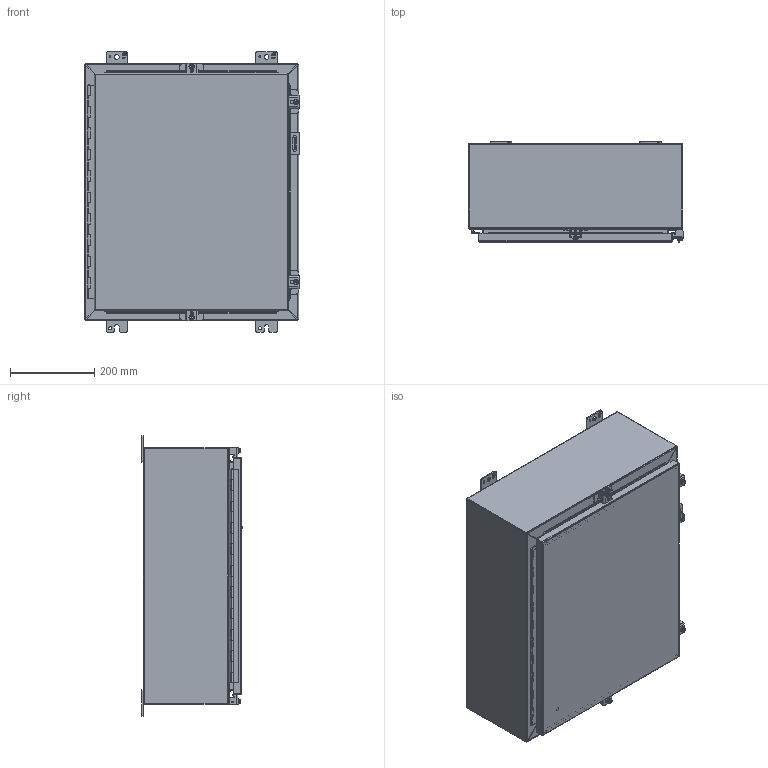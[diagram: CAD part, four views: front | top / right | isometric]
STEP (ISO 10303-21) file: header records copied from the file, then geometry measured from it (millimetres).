
FILE_DESCRIPTION (( 'STEP AP203' ), '1' );
FILE_NAME ('1418N4S16E8_Default.step', '2019-11-01T16:11:51', ( 'ADC123' ), ( 'Microsoft' ), 'SwSTEP 2.0', 'SolidWorks 2019', '' );
FILE_SCHEMA (( 'CONFIG_CONTROL_DESIGN' ));
Length unit declared in the file: inch
Products named in the file (1): 1418N4S16E8_Default
Bounding box: 509.6 x 238.12 x 666.75 mm (x, y, z)
Volume: 3020086.5 mm3; surface area: 3134795.9 mm2
Topology: 39 solids, 40 shells, 1374 faces, 3540 edges, 2283 vertices
Faces by surface type: plane 746, cylinder 494, bspline 126, cone 8
Entity records: 48567 total; most frequent: CARTESIAN_POINT 15286, ORIENTED_EDGE 7072, DIRECTION 6650, EDGE_CURVE 3536, VERTEX_POINT 2283, VECTOR 2232, LINE 2232, AXIS2_PLACEMENT_3D 2209
